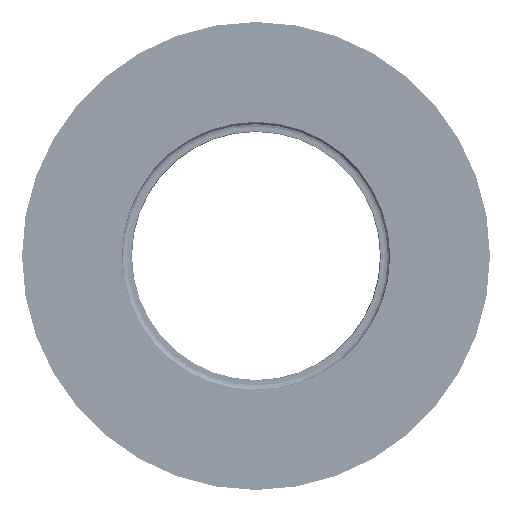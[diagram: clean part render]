
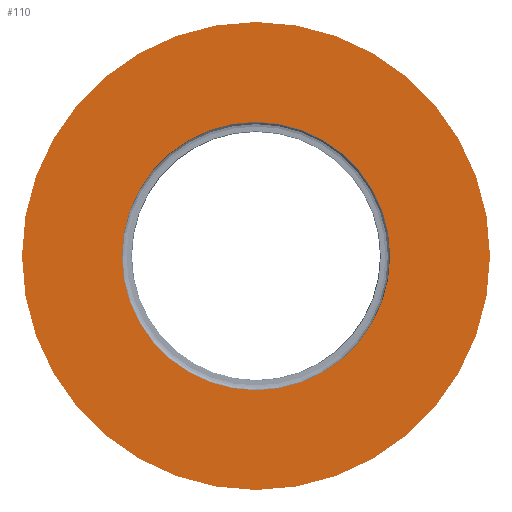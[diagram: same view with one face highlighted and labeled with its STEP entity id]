
A CAD part, left-side view. The second image highlights one B-rep face of the part: STEP entity #110.
In plain terms, the highlighted planar face has unit normal (-1, 0, 0).
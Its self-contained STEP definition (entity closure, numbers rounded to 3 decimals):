
#110 = ADVANCED_FACE ( 'NONE', ( #158310, #155422 ), #49237, .F. ) ;
#2478 = DIRECTION ( 'NONE',  ( 0., 0., -1. ) ) ;
#7652 = DIRECTION ( 'NONE',  ( 0., 0., 1. ) ) ;
#10812 = CARTESIAN_POINT ( 'NONE',  ( 0., 8.6, 0. ) ) ;
#28139 = CARTESIAN_POINT ( 'NONE',  ( 0., 0., 0. ) ) ;
#32187 = CARTESIAN_POINT ( 'NONE',  ( 0., 0., -8.6 ) ) ;
#33071 = CARTESIAN_POINT ( 'NONE',  ( 0., 0., 8.6 ) ) ;
#35185 = AXIS2_PLACEMENT_3D ( 'NONE', #163042, #86021, #7652 ) ;
#41270 = DIRECTION ( 'NONE',  ( 0., 0., 1. ) ) ;
#42965 = CARTESIAN_POINT ( 'NONE',  ( 0., 0., -15. ) ) ;
#49237 = PLANE ( 'NONE',  #93360 ) ;
#53952 = DIRECTION ( 'NONE',  ( -1., 0., 0. ) ) ;
#57149 = EDGE_LOOP ( 'NONE', ( #66029, #72943 ) ) ;
#58115 = AXIS2_PLACEMENT_3D ( 'NONE', #131666, #53952, #144487 ) ;
#64379 = ORIENTED_EDGE ( 'NONE', *, *, #138535, .F. ) ;
#66029 = ORIENTED_EDGE ( 'NONE', *, *, #136794, .T. ) ;
#72449 = VERTEX_POINT ( 'NONE', #102045 ) ;
#72943 = ORIENTED_EDGE ( 'NONE', *, *, #119843, .T. ) ;
#73757 = VERTEX_POINT ( 'NONE', #33071 ) ;
#75425 = DIRECTION ( 'NONE',  ( 1., 0., 0. ) ) ;
#77222 = AXIS2_PLACEMENT_3D ( 'NONE', #77285, #167347, #90417 ) ;
#77285 = CARTESIAN_POINT ( 'NONE',  ( 0., 0., 0. ) ) ;
#86021 = DIRECTION ( 'NONE',  ( -1., 0., 0. ) ) ;
#90417 = DIRECTION ( 'NONE',  ( 0., 0., 1. ) ) ;
#93360 = AXIS2_PLACEMENT_3D ( 'NONE', #10812, #75425, #2478 ) ;
#97358 = VERTEX_POINT ( 'NONE', #32187 ) ;
#102045 = CARTESIAN_POINT ( 'NONE',  ( 0., 0., 15. ) ) ;
#119214 = DIRECTION ( 'NONE',  ( -1., 0., 0. ) ) ;
#119371 = CIRCLE ( 'NONE', #35185, 8.6 ) ;
#119843 = EDGE_CURVE ( 'NONE', #135210, #72449, #136150, .T. ) ;
#121240 = EDGE_LOOP ( 'NONE', ( #166858, #64379 ) ) ;
#131666 = CARTESIAN_POINT ( 'NONE',  ( 0., 0., 0. ) ) ;
#134073 = CIRCLE ( 'NONE', #156436, 8.6 ) ;
#135210 = VERTEX_POINT ( 'NONE', #42965 ) ;
#136150 = CIRCLE ( 'NONE', #58115, 15. ) ;
#136794 = EDGE_CURVE ( 'NONE', #72449, #135210, #146383, .T. ) ;
#138535 = EDGE_CURVE ( 'NONE', #97358, #73757, #134073, .T. ) ;
#143844 = EDGE_CURVE ( 'NONE', #73757, #97358, #119371, .T. ) ;
#144487 = DIRECTION ( 'NONE',  ( 0., 0., 1. ) ) ;
#146383 = CIRCLE ( 'NONE', #77222, 15. ) ;
#155422 = FACE_OUTER_BOUND ( 'NONE', #57149, .T. ) ;
#156436 = AXIS2_PLACEMENT_3D ( 'NONE', #28139, #119214, #41270 ) ;
#158310 = FACE_BOUND ( 'NONE', #121240, .T. ) ;
#163042 = CARTESIAN_POINT ( 'NONE',  ( 0., 0., 0. ) ) ;
#166858 = ORIENTED_EDGE ( 'NONE', *, *, #143844, .F. ) ;
#167347 = DIRECTION ( 'NONE',  ( -1., 0., 0. ) ) ;
